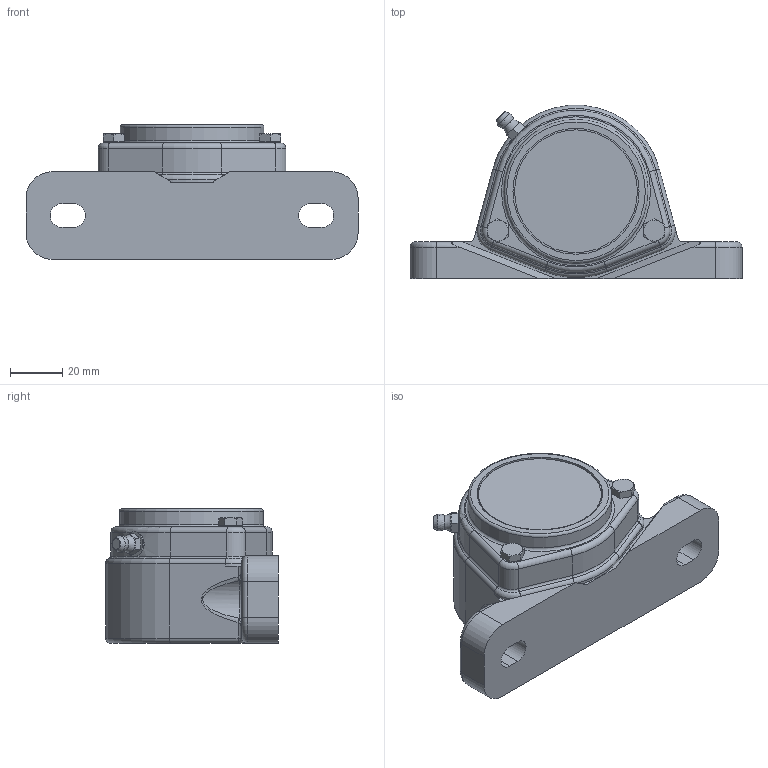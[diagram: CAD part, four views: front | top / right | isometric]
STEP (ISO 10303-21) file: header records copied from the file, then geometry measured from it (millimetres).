
FILE_DESCRIPTION(/* description */ (''),/* implementation_level */ '2;1');
FILE_NAME(/* name */ 'NG20SF20.stp',/* time_stamp */ '2015-10-30T14:35:39+01:00',/* author */ ('fje'),/* organization */ (''),/* preprocessor_version */ 'ST-DEVELOPER v15.2',/* originating_system */ 'Autodesk Inventor 2014',/* authorisation */ '');
FILE_SCHEMA (('AUTOMOTIVE_DESIGN { 1 0 10303 214 3 1 1 }'));
Length unit declared in the file: millimetre
Products named in the file (1): Part104
Bounding box: 127 x 66.17 x 51.5 mm (x, y, z)
Volume: 166927.8 mm3; surface area: 53450.6 mm2
Topology: 6 solids, 13 shells, 429 faces, 1096 edges, 692 vertices
Faces by surface type: plane 151, cylinder 150, cone 65, torus 44, bspline 14, sphere 5
Full cylindrical faces by diameter (mm): 2.4 x1, 3 x4, 4.567 x2, 5 x2, 5.5 x2, 6 x2, 6.5 x4, 6.7 x2, 9 x1, 20 x2, 24.2 x1, 26.5 x1, 26.9 x2, 29.27 x2, 30 x1, 30.85 x1, 33 x1, 38.75 x1, 40.33 x4, 47 x2, 48.2 x1, 53.5 x2, 55 x1
Entity records: 13541 total; most frequent: CARTESIAN_POINT 3384, DIRECTION 2072, ORIENTED_EDGE 1964, EDGE_CURVE 970, AXIS2_PLACEMENT_3D 856, VERTEX_POINT 655, EDGE_LOOP 559, CIRCLE 435
